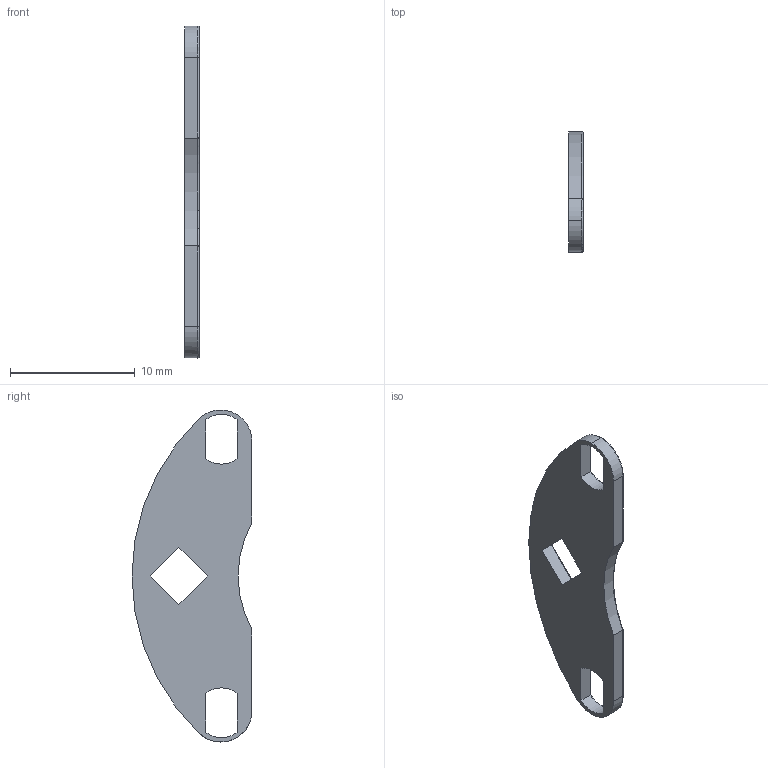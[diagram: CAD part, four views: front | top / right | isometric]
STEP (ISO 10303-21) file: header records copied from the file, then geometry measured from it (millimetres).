
FILE_DESCRIPTION (( 'STEP AP214' ), '1' );
FILE_NAME ('Drum - Lock Plate.STEP', '2025-07-06T08:35:01', ( '' ), ( '' ), 'SwSTEP 2.0', 'SolidWorks 2025', '' );
FILE_SCHEMA (( 'AUTOMOTIVE_DESIGN' ));
Length unit declared in the file: millimetre
Products named in the file (1): Drum - Lock Plate
Bounding box: 1.15 x 9.61 x 26.6 mm (x, y, z)
Volume: 192.3 mm3; surface area: 443.2 mm2
Topology: 1 solids, 1 shells, 44 faces, 108 edges, 66 vertices
Faces by surface type: cylinder 21, plane 12, torus 11
Entity records: 1497 total; most frequent: CARTESIAN_POINT 411, DIRECTION 227, ORIENTED_EDGE 216, EDGE_CURVE 108, AXIS2_PLACEMENT_3D 88, VERTEX_POINT 66, VECTOR 51, LINE 51
